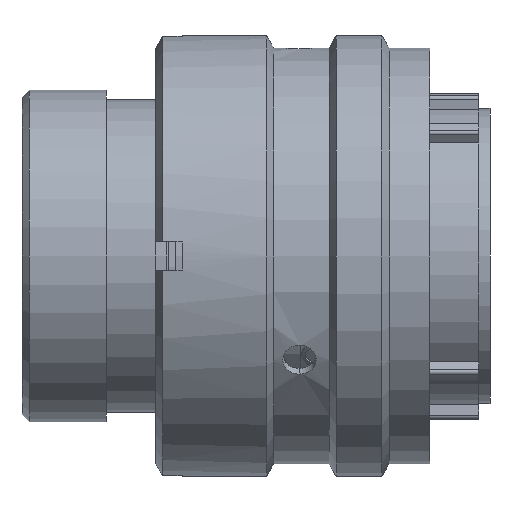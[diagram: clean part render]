
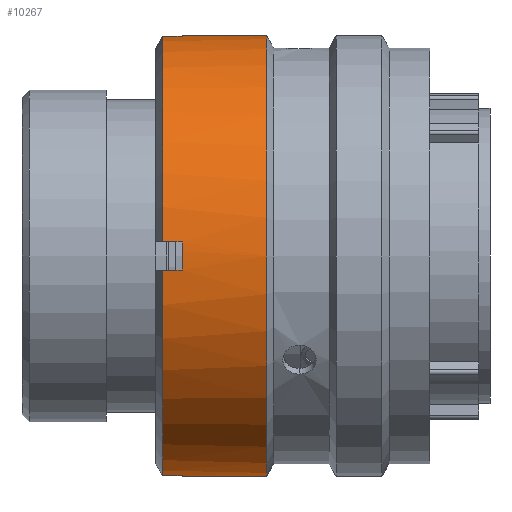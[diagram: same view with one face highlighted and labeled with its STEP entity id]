
A CAD part, front view. The second image highlights one B-rep face of the part: STEP entity #10267.
In plain terms, the highlighted cylindrical face has radius 15.7 mm (diameter 31.4 mm), a partial arc.
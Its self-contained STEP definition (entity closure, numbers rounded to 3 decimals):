
#361 = DIRECTION ( 'NONE',  ( 0., 0., -1. ) ) ;
#598 = VERTEX_POINT ( 'NONE', #30030 ) ;
#610 = DIRECTION ( 'NONE',  ( 1., 0., 0. ) ) ;
#889 = ORIENTED_EDGE ( 'NONE', *, *, #21736, .T. ) ;
#1068 = ORIENTED_EDGE ( 'NONE', *, *, #36352, .T. ) ;
#1380 = EDGE_CURVE ( 'NONE', #8552, #42683, #2436, .T. ) ;
#1790 = VERTEX_POINT ( 'NONE', #41747 ) ;
#2276 = DIRECTION ( 'NONE',  ( -1., 0., 0. ) ) ;
#2436 = CIRCLE ( 'NONE', #3841, 15.7 ) ;
#2645 = DIRECTION ( 'NONE',  ( 1., 0., 0. ) ) ;
#3841 = AXIS2_PLACEMENT_3D ( 'NONE', #5800, #5951, #19947 ) ;
#4765 = AXIS2_PLACEMENT_3D ( 'NONE', #29580, #42513, #19216 ) ;
#5122 = DIRECTION ( 'NONE',  ( 0., 0., 1. ) ) ;
#5452 = EDGE_LOOP ( 'NONE', ( #38535, #33630, #36951, #11021, #1068, #20990, #12580, #31810, #42254, #25282, #889, #9634 ) ) ;
#5800 = CARTESIAN_POINT ( 'NONE',  ( 17.44, 0., 0. ) ) ;
#5867 = VECTOR ( 'NONE', #610, 1000. ) ;
#5951 = DIRECTION ( 'NONE',  ( 1., 0., 0. ) ) ;
#6246 = DIRECTION ( 'NONE',  ( 1., 0., 0. ) ) ;
#7296 = AXIS2_PLACEMENT_3D ( 'NONE', #39694, #19901, #43500 ) ;
#8552 = VERTEX_POINT ( 'NONE', #33884 ) ;
#8591 = LINE ( 'NONE', #38177, #34959 ) ;
#8845 = FACE_OUTER_BOUND ( 'NONE', #5452, .T. ) ;
#9344 = CARTESIAN_POINT ( 'NONE',  ( 10.02, -1., -15.668 ) ) ;
#9634 = ORIENTED_EDGE ( 'NONE', *, *, #1380, .F. ) ;
#10267 = ADVANCED_FACE ( 'NONE', ( #8845 ), #13588, .T. ) ;
#10336 = AXIS2_PLACEMENT_3D ( 'NONE', #32875, #2645, #43025 ) ;
#10366 = VECTOR ( 'NONE', #2276, 1000. ) ;
#10856 = DIRECTION ( 'NONE',  ( 1., 0., 0. ) ) ;
#11021 = ORIENTED_EDGE ( 'NONE', *, *, #27183, .T. ) ;
#11534 = CARTESIAN_POINT ( 'NONE',  ( 11.42, -15.668, -1. ) ) ;
#11934 = EDGE_CURVE ( 'NONE', #34258, #17430, #33034, .T. ) ;
#12580 = ORIENTED_EDGE ( 'NONE', *, *, #11934, .T. ) ;
#13301 = EDGE_CURVE ( 'NONE', #43778, #1790, #30696, .T. ) ;
#13588 = CYLINDRICAL_SURFACE ( 'NONE', #41635, 15.7 ) ;
#14096 = CIRCLE ( 'NONE', #4765, 15.7 ) ;
#14541 = AXIS2_PLACEMENT_3D ( 'NONE', #30339, #23399, #16437 ) ;
#14807 = CARTESIAN_POINT ( 'NONE',  ( 11.42, -15.668, 1. ) ) ;
#14896 = VERTEX_POINT ( 'NONE', #14807 ) ;
#15233 = DIRECTION ( 'NONE',  ( -1., 0., 0. ) ) ;
#15785 = CARTESIAN_POINT ( 'NONE',  ( 29.07, -15.668, -1. ) ) ;
#16437 = DIRECTION ( 'NONE',  ( 0., 0., 1. ) ) ;
#16722 = EDGE_CURVE ( 'NONE', #598, #8552, #38056, .T. ) ;
#16857 = CARTESIAN_POINT ( 'NONE',  ( 29.07, -1., -15.668 ) ) ;
#17430 = VERTEX_POINT ( 'NONE', #19384 ) ;
#18465 = AXIS2_PLACEMENT_3D ( 'NONE', #28890, #19080, #5122 ) ;
#19080 = DIRECTION ( 'NONE',  ( 1., 0., 0. ) ) ;
#19216 = DIRECTION ( 'NONE',  ( 0., 0., -1. ) ) ;
#19384 = CARTESIAN_POINT ( 'NONE',  ( 10.02, -15.668, -1. ) ) ;
#19835 = CARTESIAN_POINT ( 'NONE',  ( 17.44, 0., -15.7 ) ) ;
#19901 = DIRECTION ( 'NONE',  ( 1., 0., 0. ) ) ;
#19943 = CIRCLE ( 'NONE', #18465, 15.7 ) ;
#19947 = DIRECTION ( 'NONE',  ( 0., 0., -1. ) ) ;
#19970 = VERTEX_POINT ( 'NONE', #9344 ) ;
#20396 = CARTESIAN_POINT ( 'NONE',  ( 29.07, 0., -15.7 ) ) ;
#20541 = EDGE_CURVE ( 'NONE', #14896, #34258, #24356, .T. ) ;
#20990 = ORIENTED_EDGE ( 'NONE', *, *, #20541, .T. ) ;
#21144 = CARTESIAN_POINT ( 'NONE',  ( 29.07, 0., 0. ) ) ;
#21736 = EDGE_CURVE ( 'NONE', #28953, #42683, #29995, .T. ) ;
#23399 = DIRECTION ( 'NONE',  ( 1., 0., 0. ) ) ;
#24356 = CIRCLE ( 'NONE', #7296, 15.7 ) ;
#25192 = LINE ( 'NONE', #16857, #27885 ) ;
#25282 = ORIENTED_EDGE ( 'NONE', *, *, #36922, .T. ) ;
#27037 = VERTEX_POINT ( 'NONE', #35650 ) ;
#27079 = CARTESIAN_POINT ( 'NONE',  ( 29.07, 0., 15.7 ) ) ;
#27095 = CIRCLE ( 'NONE', #10336, 15.7 ) ;
#27183 = EDGE_CURVE ( 'NONE', #1790, #27037, #27095, .T. ) ;
#27885 = VECTOR ( 'NONE', #6246, 1000. ) ;
#28870 = EDGE_CURVE ( 'NONE', #17430, #19970, #14096, .T. ) ;
#28890 = CARTESIAN_POINT ( 'NONE',  ( 11.42, 0., 0. ) ) ;
#28953 = VERTEX_POINT ( 'NONE', #40314 ) ;
#29580 = CARTESIAN_POINT ( 'NONE',  ( 10.02, 0., 0. ) ) ;
#29995 = LINE ( 'NONE', #20396, #43155 ) ;
#30030 = CARTESIAN_POINT ( 'NONE',  ( 11.42, 0., 15.7 ) ) ;
#30189 = VERTEX_POINT ( 'NONE', #42088 ) ;
#30339 = CARTESIAN_POINT ( 'NONE',  ( 11.42, 0., 0. ) ) ;
#30696 = LINE ( 'NONE', #38961, #38560 ) ;
#31810 = ORIENTED_EDGE ( 'NONE', *, *, #28870, .T. ) ;
#31811 = EDGE_CURVE ( 'NONE', #19970, #30189, #25192, .T. ) ;
#32875 = CARTESIAN_POINT ( 'NONE',  ( 10.02, 0., 0. ) ) ;
#33034 = LINE ( 'NONE', #15785, #10366 ) ;
#33630 = ORIENTED_EDGE ( 'NONE', *, *, #42685, .T. ) ;
#33884 = CARTESIAN_POINT ( 'NONE',  ( 17.44, 0., 15.7 ) ) ;
#34258 = VERTEX_POINT ( 'NONE', #11534 ) ;
#34645 = DIRECTION ( 'NONE',  ( 1., 0., 0. ) ) ;
#34959 = VECTOR ( 'NONE', #34645, 1000. ) ;
#35650 = CARTESIAN_POINT ( 'NONE',  ( 10.02, -15.668, 1. ) ) ;
#36352 = EDGE_CURVE ( 'NONE', #27037, #14896, #8591, .T. ) ;
#36922 = EDGE_CURVE ( 'NONE', #30189, #28953, #19943, .T. ) ;
#36951 = ORIENTED_EDGE ( 'NONE', *, *, #13301, .T. ) ;
#37566 = CARTESIAN_POINT ( 'NONE',  ( 11.42, -1., 15.668 ) ) ;
#38056 = LINE ( 'NONE', #27079, #5867 ) ;
#38177 = CARTESIAN_POINT ( 'NONE',  ( 29.07, -15.668, 1. ) ) ;
#38535 = ORIENTED_EDGE ( 'NONE', *, *, #16722, .F. ) ;
#38560 = VECTOR ( 'NONE', #15233, 1000. ) ;
#38961 = CARTESIAN_POINT ( 'NONE',  ( 29.07, -1., 15.668 ) ) ;
#39694 = CARTESIAN_POINT ( 'NONE',  ( 11.42, 0., 0. ) ) ;
#40314 = CARTESIAN_POINT ( 'NONE',  ( 11.42, 0., -15.7 ) ) ;
#40752 = DIRECTION ( 'NONE',  ( 1., 0., 0. ) ) ;
#41635 = AXIS2_PLACEMENT_3D ( 'NONE', #21144, #10856, #361 ) ;
#41664 = CIRCLE ( 'NONE', #14541, 15.7 ) ;
#41747 = CARTESIAN_POINT ( 'NONE',  ( 10.02, -1., 15.668 ) ) ;
#42088 = CARTESIAN_POINT ( 'NONE',  ( 11.42, -1., -15.668 ) ) ;
#42254 = ORIENTED_EDGE ( 'NONE', *, *, #31811, .T. ) ;
#42513 = DIRECTION ( 'NONE',  ( 1., 0., 0. ) ) ;
#42683 = VERTEX_POINT ( 'NONE', #19835 ) ;
#42685 = EDGE_CURVE ( 'NONE', #598, #43778, #41664, .T. ) ;
#43025 = DIRECTION ( 'NONE',  ( 0., 0., -1. ) ) ;
#43155 = VECTOR ( 'NONE', #40752, 1000. ) ;
#43500 = DIRECTION ( 'NONE',  ( 0., 0., 1. ) ) ;
#43778 = VERTEX_POINT ( 'NONE', #37566 ) ;
